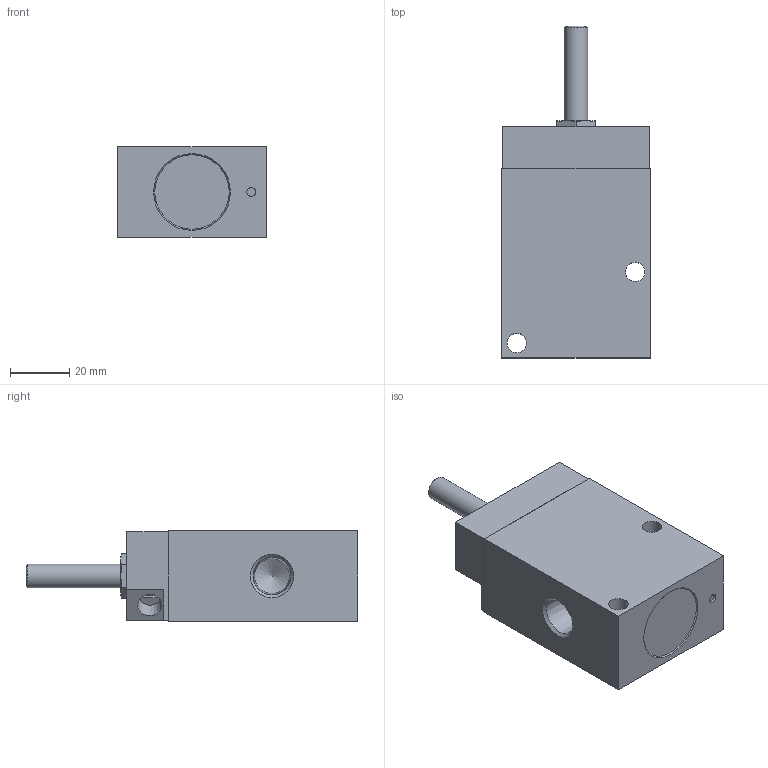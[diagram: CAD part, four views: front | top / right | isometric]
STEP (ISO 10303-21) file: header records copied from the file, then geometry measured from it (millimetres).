
FILE_DESCRIPTION(/* description */ ('STEP AP214'),/* implementation_level */ '2;1');
FILE_NAME(/* name */ '10836_MFH-3-1_4-NPT',/* time_stamp */ '2024-09-05T05:23:58+02:00',/* author */ ('License CC BY-ND 4.0'),/* organization */ ('CADENAS'),/* preprocessor_version */ 'ST-DEVELOPER v19.3',/* originating_system */ 'PARTsolutions',/* authorisation */ ' ');
FILE_SCHEMA (('AUTOMOTIVE_DESIGN {1 0 10303 214 3 1 1}'));
Length unit declared in the file: millimetre
Products named in the file (1): 10836 MFH-3-1/4-NPT
Bounding box: 50 x 112 x 30.4 mm (x, y, z)
Volume: 109987.4 mm3; surface area: 20093.4 mm2
Topology: 1 solids, 1 shells, 129 faces, 314 edges, 200 vertices
Faces by surface type: plane 60, cylinder 35, cone 32, torus 2
Full cylindrical faces by diameter (mm): 3 x1, 4.134 x1, 6.5 x2, 7 x3, 7.1 x1, 7.4 x2, 8 x1
Entity records: 3687 total; most frequent: CARTESIAN_POINT 835, ORIENTED_EDGE 560, DIRECTION 551, EDGE_CURVE 280, AXIS2_PLACEMENT_3D 213, VERTEX_POINT 197, FACE_BOUND 177, EDGE_LOOP 173
